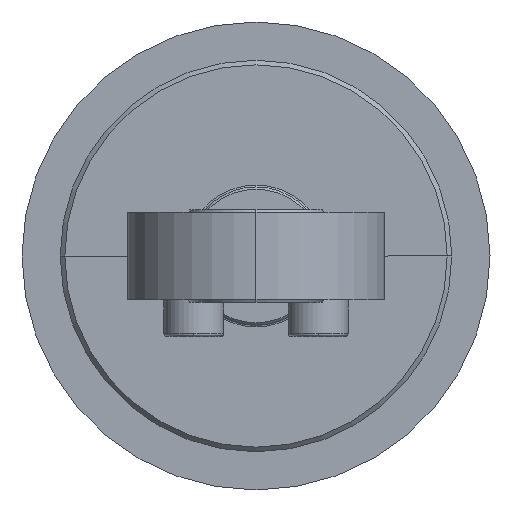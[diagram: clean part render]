
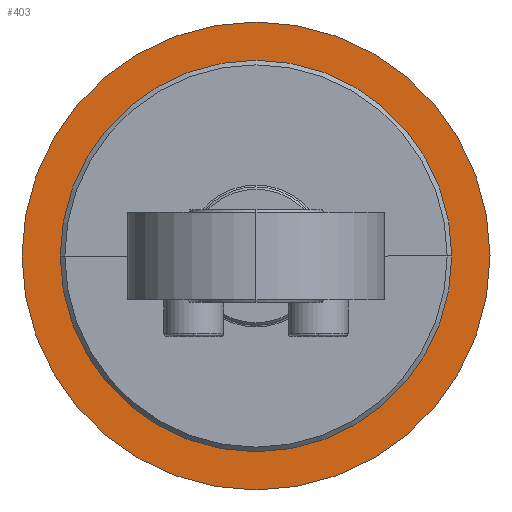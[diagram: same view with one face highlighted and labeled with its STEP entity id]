
A CAD part, left-side view. The second image highlights one B-rep face of the part: STEP entity #403.
In plain terms, the highlighted planar face has unit normal (-1, 0, 0).
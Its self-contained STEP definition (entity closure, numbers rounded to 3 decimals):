
#403=ADVANCED_FACE('',(#790,#791),#792,.T.);
#790=FACE_BOUND('',#1180,.T.);
#791=FACE_OUTER_BOUND('',#1181,.T.);
#792=PLANE('',#1182);
#1180=EDGE_LOOP('',(#2710,#2711));
#1181=EDGE_LOOP('',(#2712,#2713));
#1182=AXIS2_PLACEMENT_3D('',#2714,#2715,#2716);
#2710=ORIENTED_EDGE('',*,*,#3213,.T.);
#2711=ORIENTED_EDGE('',*,*,#3103,.T.);
#2712=ORIENTED_EDGE('',*,*,#3216,.T.);
#2713=ORIENTED_EDGE('',*,*,#3097,.T.);
#2714=CARTESIAN_POINT('',(-206.0,0.0,0.0));
#2715=DIRECTION('',(-1.0,0.0,0.0));
#2716=DIRECTION('',(0.0,0.0,1.0));
#3097=EDGE_CURVE('',#3831,#3828,#3832,.T.);
#3103=EDGE_CURVE('',#3837,#3841,#3843,.T.);
#3213=EDGE_CURVE('',#3841,#3837,#4027,.T.);
#3216=EDGE_CURVE('',#3828,#3831,#4030,.T.);
#3828=VERTEX_POINT('',#4807);
#3831=VERTEX_POINT('',#4811);
#3832=CIRCLE('',#4812,50.8);
#3837=VERTEX_POINT('',#4818);
#3841=VERTEX_POINT('',#4823);
#3843=CIRCLE('',#4826,42.5);
#4027=CIRCLE('',#5073,42.5);
#4030=CIRCLE('',#5076,50.8);
#4807=CARTESIAN_POINT('',(-206.0,0.0,-50.8));
#4811=CARTESIAN_POINT('',(-206.0,0.,50.8));
#4812=AXIS2_PLACEMENT_3D('',#5948,#5949,#5950);
#4818=CARTESIAN_POINT('',(-206.0,0.,-42.5));
#4823=CARTESIAN_POINT('',(-206.0,0.,42.5));
#4826=AXIS2_PLACEMENT_3D('',#5960,#5961,#5962);
#5073=AXIS2_PLACEMENT_3D('',#6164,#6165,#6166);
#5076=AXIS2_PLACEMENT_3D('',#6173,#6174,#6175);
#5948=CARTESIAN_POINT('',(-206.0,0.0,0.0));
#5949=DIRECTION('',(-1.0,0.0,0.0));
#5950=DIRECTION('',(0.0,0.0,-1.0));
#5960=CARTESIAN_POINT('',(-206.0,0.0,0.0));
#5961=DIRECTION('',(1.0,0.0,0.0));
#5962=DIRECTION('',(0.0,0.0,-1.0));
#6164=CARTESIAN_POINT('',(-206.0,0.0,0.0));
#6165=DIRECTION('',(1.0,0.0,0.0));
#6166=DIRECTION('',(0.0,0.0,-1.0));
#6173=CARTESIAN_POINT('',(-206.0,0.0,0.0));
#6174=DIRECTION('',(-1.0,0.0,0.0));
#6175=DIRECTION('',(0.0,0.0,-1.0));
